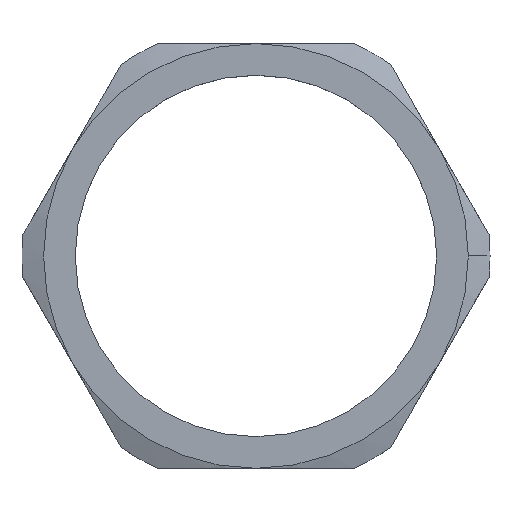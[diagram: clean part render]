
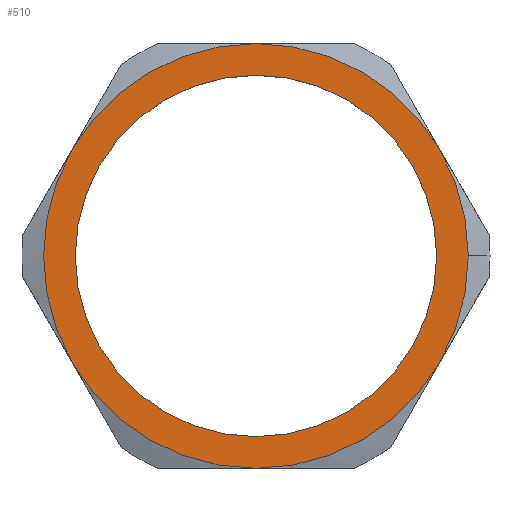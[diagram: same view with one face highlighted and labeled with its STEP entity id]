
A CAD part, top view. The second image highlights one B-rep face of the part: STEP entity #510.
In plain terms, the highlighted planar face has unit normal (0, 0, 1).
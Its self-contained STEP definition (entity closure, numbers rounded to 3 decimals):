
#42 = CARTESIAN_POINT ( 'NONE',  ( 0., 0., 5. ) ) ;
#49 = DIRECTION ( 'NONE',  ( 0., 0., 1. ) ) ;
#50 = DIRECTION ( 'NONE',  ( 1., 0., 0. ) ) ;
#156 = CARTESIAN_POINT ( 'NONE',  ( 0., 0., 5. ) ) ;
#157 = DIRECTION ( 'NONE',  ( 0., 0., 1. ) ) ;
#158 = DIRECTION ( 'NONE',  ( 1., 0., 0. ) ) ;
#182 = PLANE ( 'NONE',  #387 ) ;
#183 = CARTESIAN_POINT ( 'NONE',  ( 0., 0., 5. ) ) ;
#184 = DIRECTION ( 'NONE',  ( 0., 0., 1. ) ) ;
#185 = DIRECTION ( 'NONE',  ( 1., 0., 0. ) ) ;
#194 = CARTESIAN_POINT ( 'NONE',  ( 0., 0., 5. ) ) ;
#195 = DIRECTION ( 'NONE',  ( 0., 0., 1. ) ) ;
#196 = DIRECTION ( 'NONE',  ( 1., 0., 0. ) ) ;
#197 = CARTESIAN_POINT ( 'NONE',  ( 0., 0., 5. ) ) ;
#198 = DIRECTION ( 'NONE',  ( 0., 0., 1. ) ) ;
#199 = DIRECTION ( 'NONE',  ( 1., 0., 0. ) ) ;
#200 = CARTESIAN_POINT ( 'NONE',  ( 0., 0., 5. ) ) ;
#201 = DIRECTION ( 'NONE',  ( 0., 0., 1. ) ) ;
#202 = DIRECTION ( 'NONE',  ( 1., 0., 0. ) ) ;
#257 = CARTESIAN_POINT ( 'NONE',  ( 0., 0., 5. ) ) ;
#258 = DIRECTION ( 'NONE',  ( 0., 0., 1. ) ) ;
#259 = DIRECTION ( 'NONE',  ( 1., 0., 0. ) ) ;
#268 = CARTESIAN_POINT ( 'NONE',  ( -24.682, 14.25, 5. ) ) ;
#271 = CARTESIAN_POINT ( 'NONE',  ( 0., -28.5, 5. ) ) ;
#273 = CARTESIAN_POINT ( 'NONE',  ( 24.25, 0., 5. ) ) ;
#276 = CARTESIAN_POINT ( 'NONE',  ( 28.5, 0., 5. ) ) ;
#287 = CARTESIAN_POINT ( 'NONE',  ( 24.682, 14.25, 5. ) ) ;
#289 = CARTESIAN_POINT ( 'NONE',  ( -24.682, -14.25, 5. ) ) ;
#290 = CARTESIAN_POINT ( 'NONE',  ( 0., 28.5, 5. ) ) ;
#297 = CARTESIAN_POINT ( 'NONE',  ( 24.682, -14.25, 5. ) ) ;
#298 = CARTESIAN_POINT ( 'NONE',  ( -24.25, 0., 5. ) ) ;
#344 = AXIS2_PLACEMENT_3D ( 'NONE', #42, #49, #50 ) ;
#367 = AXIS2_PLACEMENT_3D ( 'NONE', #156, #157, #158 ) ;
#382 = FACE_BOUND ( 'NONE', #741, .T. ) ;
#385 = FACE_OUTER_BOUND ( 'NONE', #743, .T. ) ;
#387 = AXIS2_PLACEMENT_3D ( 'NONE', #183, #184, #185 ) ;
#388 = AXIS2_PLACEMENT_3D ( 'NONE', #197, #198, #199 ) ;
#390 = AXIS2_PLACEMENT_3D ( 'NONE', #194, #195, #196 ) ;
#391 = AXIS2_PLACEMENT_3D ( 'NONE', #200, #201, #202 ) ;
#430 = AXIS2_PLACEMENT_3D ( 'NONE', #257, #258, #259 ) ;
#452 = EDGE_CURVE ( 'NONE', #793, #775, #513, .T. ) ;
#453 = EDGE_CURVE ( 'NONE', #775, #801, #564, .T. ) ;
#454 = EDGE_CURVE ( 'NONE', #801, #780, #563, .T. ) ;
#473 = EDGE_CURVE ( 'NONE', #802, #777, #560, .T. ) ;
#502 = EDGE_CURVE ( 'NONE', #780, #791, #548, .T. ) ;
#510 = ADVANCED_FACE ( 'NONE', ( #382, #385 ), #182, .T. ) ;
#513 = CIRCLE ( 'NONE', #596, 28.5 ) ;
#514 = EDGE_CURVE ( 'NONE', #772, #793, #543, .T. ) ;
#515 = EDGE_CURVE ( 'NONE', #794, #772, #544, .T. ) ;
#528 = EDGE_CURVE ( 'NONE', #777, #802, #542, .T. ) ;
#534 = CIRCLE ( 'NONE', #430, 28.5 ) ;
#542 = CIRCLE ( 'NONE', #391, 24.25 ) ;
#543 = CIRCLE ( 'NONE', #390, 28.5 ) ;
#544 = CIRCLE ( 'NONE', #388, 28.5 ) ;
#548 = CIRCLE ( 'NONE', #367, 28.5 ) ;
#560 = CIRCLE ( 'NONE', #344, 24.25 ) ;
#563 = CIRCLE ( 'NONE', #599, 28.5 ) ;
#564 = CIRCLE ( 'NONE', #602, 28.5 ) ;
#582 = EDGE_CURVE ( 'NONE', #791, #794, #534, .T. ) ;
#596 = AXIS2_PLACEMENT_3D ( 'NONE', #635, #634, #633 ) ;
#599 = AXIS2_PLACEMENT_3D ( 'NONE', #629, #628, #627 ) ;
#602 = AXIS2_PLACEMENT_3D ( 'NONE', #632, #631, #630 ) ;
#627 = DIRECTION ( 'NONE',  ( 1., 0., 0. ) ) ;
#628 = DIRECTION ( 'NONE',  ( 0., 0., 1. ) ) ;
#629 = CARTESIAN_POINT ( 'NONE',  ( 0., 0., 5. ) ) ;
#630 = DIRECTION ( 'NONE',  ( 1., 0., 0. ) ) ;
#631 = DIRECTION ( 'NONE',  ( 0., 0., 1. ) ) ;
#632 = CARTESIAN_POINT ( 'NONE',  ( 0., 0., 5. ) ) ;
#633 = DIRECTION ( 'NONE',  ( 1., 0., 0. ) ) ;
#634 = DIRECTION ( 'NONE',  ( 0., 0., 1. ) ) ;
#635 = CARTESIAN_POINT ( 'NONE',  ( 0., 0., 5. ) ) ;
#636 = ORIENTED_EDGE ( 'NONE', *, *, #582, .T. ) ;
#638 = ORIENTED_EDGE ( 'NONE', *, *, #502, .T. ) ;
#641 = ORIENTED_EDGE ( 'NONE', *, *, #515, .T. ) ;
#642 = ORIENTED_EDGE ( 'NONE', *, *, #452, .T. ) ;
#643 = ORIENTED_EDGE ( 'NONE', *, *, #453, .T. ) ;
#645 = ORIENTED_EDGE ( 'NONE', *, *, #454, .T. ) ;
#647 = ORIENTED_EDGE ( 'NONE', *, *, #514, .T. ) ;
#669 = ORIENTED_EDGE ( 'NONE', *, *, #473, .F. ) ;
#674 = ORIENTED_EDGE ( 'NONE', *, *, #528, .F. ) ;
#741 = EDGE_LOOP ( 'NONE', ( #669, #674 ) ) ;
#743 = EDGE_LOOP ( 'NONE', ( #645, #638, #636, #641, #647, #642, #643 ) ) ;
#772 = VERTEX_POINT ( 'NONE', #268 ) ;
#775 = VERTEX_POINT ( 'NONE', #271 ) ;
#777 = VERTEX_POINT ( 'NONE', #273 ) ;
#780 = VERTEX_POINT ( 'NONE', #276 ) ;
#791 = VERTEX_POINT ( 'NONE', #287 ) ;
#793 = VERTEX_POINT ( 'NONE', #289 ) ;
#794 = VERTEX_POINT ( 'NONE', #290 ) ;
#801 = VERTEX_POINT ( 'NONE', #297 ) ;
#802 = VERTEX_POINT ( 'NONE', #298 ) ;
